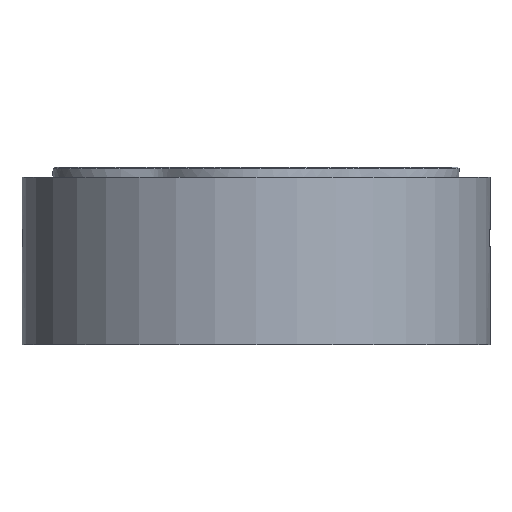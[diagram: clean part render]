
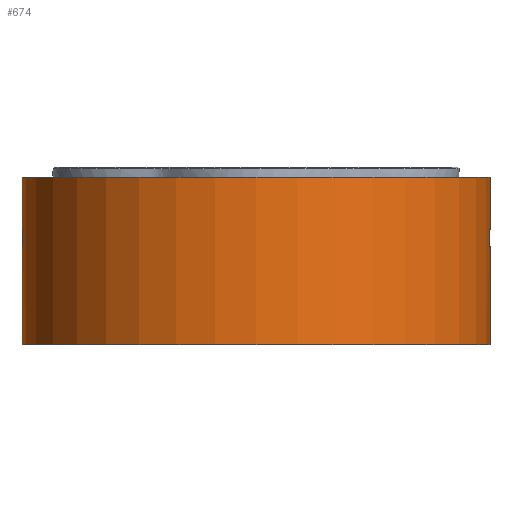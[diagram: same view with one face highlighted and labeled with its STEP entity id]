
A CAD part, front view. The second image highlights one B-rep face of the part: STEP entity #674.
In plain terms, the highlighted cylindrical face has radius 36 mm (diameter 72 mm), a partial arc.
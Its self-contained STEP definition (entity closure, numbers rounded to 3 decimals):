
#210 = VECTOR ( 'NONE', #6516, 1000. ) ;
#264 = CIRCLE ( 'NONE', #1127, 36. ) ;
#268 = VERTEX_POINT ( 'NONE', #5599 ) ;
#283 = ORIENTED_EDGE ( 'NONE', *, *, #1738, .T. ) ;
#363 = ORIENTED_EDGE ( 'NONE', *, *, #3650, .F. ) ;
#395 = EDGE_CURVE ( 'NONE', #2029, #7748, #3136, .T. ) ;
#457 = EDGE_CURVE ( 'NONE', #4418, #7804, #8154, .T. ) ;
#579 = EDGE_LOOP ( 'NONE', ( #1578, #4837, #1917, #283, #1807, #363, #2760, #3934, #8338, #1566, #4018, #904 ) ) ;
#674 = ADVANCED_FACE ( 'NONE', ( #9925 ), #9555, .T. ) ;
#714 = CARTESIAN_POINT ( 'NONE',  ( -35.887, -2.85, 25.8 ) ) ;
#904 = ORIENTED_EDGE ( 'NONE', *, *, #3999, .T. ) ;
#1064 = CARTESIAN_POINT ( 'NONE',  ( -36., 0., 0. ) ) ;
#1110 = VECTOR ( 'NONE', #8787, 1000. ) ;
#1127 = AXIS2_PLACEMENT_3D ( 'NONE', #6928, #1255, #8560 ) ;
#1255 = DIRECTION ( 'NONE',  ( 0., 0., 1. ) ) ;
#1304 = AXIS2_PLACEMENT_3D ( 'NONE', #2329, #5665, #1511 ) ;
#1494 = CIRCLE ( 'NONE', #4269, 36. ) ;
#1511 = DIRECTION ( 'NONE',  ( 1., 0., 0. ) ) ;
#1566 = ORIENTED_EDGE ( 'NONE', *, *, #7129, .F. ) ;
#1578 = ORIENTED_EDGE ( 'NONE', *, *, #2476, .F. ) ;
#1636 = CARTESIAN_POINT ( 'NONE',  ( 0., 0., 25.8 ) ) ;
#1679 = VECTOR ( 'NONE', #9762, 1000. ) ;
#1738 = EDGE_CURVE ( 'NONE', #7748, #8609, #6829, .T. ) ;
#1807 = ORIENTED_EDGE ( 'NONE', *, *, #8934, .T. ) ;
#1857 = CARTESIAN_POINT ( 'NONE',  ( 35.887, -2.85, 25.8 ) ) ;
#1917 = ORIENTED_EDGE ( 'NONE', *, *, #395, .T. ) ;
#2029 = VERTEX_POINT ( 'NONE', #10693 ) ;
#2063 = CARTESIAN_POINT ( 'NONE',  ( 36., 0., 15.1 ) ) ;
#2329 = CARTESIAN_POINT ( 'NONE',  ( 0., 0., 15.1 ) ) ;
#2455 = DIRECTION ( 'NONE',  ( -1., 0., 0. ) ) ;
#2476 = EDGE_CURVE ( 'NONE', #4894, #8103, #4643, .T. ) ;
#2514 = AXIS2_PLACEMENT_3D ( 'NONE', #7009, #7717, #4555 ) ;
#2526 = VECTOR ( 'NONE', #10143, 1000. ) ;
#2640 = CARTESIAN_POINT ( 'NONE',  ( 0., 0., 17.8 ) ) ;
#2760 = ORIENTED_EDGE ( 'NONE', *, *, #457, .T. ) ;
#3007 = VECTOR ( 'NONE', #8863, 1000. ) ;
#3136 = LINE ( 'NONE', #5429, #210 ) ;
#3334 = EDGE_CURVE ( 'NONE', #2029, #4894, #4964, .T. ) ;
#3460 = CARTESIAN_POINT ( 'NONE',  ( 0., 0., 0. ) ) ;
#3500 = CARTESIAN_POINT ( 'NONE',  ( 36., 0., 17.8 ) ) ;
#3650 = EDGE_CURVE ( 'NONE', #4418, #8875, #8607, .T. ) ;
#3934 = ORIENTED_EDGE ( 'NONE', *, *, #7789, .T. ) ;
#3999 = EDGE_CURVE ( 'NONE', #8271, #8103, #9837, .T. ) ;
#4018 = ORIENTED_EDGE ( 'NONE', *, *, #5342, .T. ) ;
#4166 = CARTESIAN_POINT ( 'NONE',  ( 35.887, -2.85, 17.8 ) ) ;
#4269 = AXIS2_PLACEMENT_3D ( 'NONE', #3460, #6081, #10015 ) ;
#4418 = VERTEX_POINT ( 'NONE', #7007 ) ;
#4524 = CARTESIAN_POINT ( 'NONE',  ( 35.887, -2.85, 15.1 ) ) ;
#4555 = DIRECTION ( 'NONE',  ( 1., 0., 0. ) ) ;
#4572 = CARTESIAN_POINT ( 'NONE',  ( 36., 0., 25.8 ) ) ;
#4643 = LINE ( 'NONE', #5469, #1110 ) ;
#4837 = ORIENTED_EDGE ( 'NONE', *, *, #3334, .F. ) ;
#4894 = VERTEX_POINT ( 'NONE', #5001 ) ;
#4964 = CIRCLE ( 'NONE', #2514, 36. ) ;
#5001 = CARTESIAN_POINT ( 'NONE',  ( 36., 0., 25.8 ) ) ;
#5218 = CARTESIAN_POINT ( 'NONE',  ( 0., 0., 17.8 ) ) ;
#5342 = EDGE_CURVE ( 'NONE', #8565, #8271, #10240, .T. ) ;
#5429 = CARTESIAN_POINT ( 'NONE',  ( -36., 0., 25.8 ) ) ;
#5469 = CARTESIAN_POINT ( 'NONE',  ( 36., 0., 25.8 ) ) ;
#5475 = DIRECTION ( 'NONE',  ( 0., 0., -1. ) ) ;
#5599 = CARTESIAN_POINT ( 'NONE',  ( 36., 0., 0. ) ) ;
#5606 = EDGE_CURVE ( 'NONE', #9579, #268, #9430, .T. ) ;
#5665 = DIRECTION ( 'NONE',  ( 0., 0., 1. ) ) ;
#6038 = DIRECTION ( 'NONE',  ( 1., 0., 0. ) ) ;
#6081 = DIRECTION ( 'NONE',  ( 0., 0., 1. ) ) ;
#6516 = DIRECTION ( 'NONE',  ( 0., 0., -1. ) ) ;
#6829 = CIRCLE ( 'NONE', #8230, 36. ) ;
#6928 = CARTESIAN_POINT ( 'NONE',  ( 0., 0., 15.1 ) ) ;
#6929 = CARTESIAN_POINT ( 'NONE',  ( -35.887, -2.85, 15.1 ) ) ;
#7007 = CARTESIAN_POINT ( 'NONE',  ( -36., 0., 15.1 ) ) ;
#7009 = CARTESIAN_POINT ( 'NONE',  ( 0., 0., 25.8 ) ) ;
#7025 = DIRECTION ( 'NONE',  ( 0., 0., -1. ) ) ;
#7129 = EDGE_CURVE ( 'NONE', #8565, #9579, #264, .T. ) ;
#7449 = DIRECTION ( 'NONE',  ( 1., 0., 0. ) ) ;
#7550 = DIRECTION ( 'NONE',  ( 0., 0., 1. ) ) ;
#7717 = DIRECTION ( 'NONE',  ( 0., 0., 1. ) ) ;
#7748 = VERTEX_POINT ( 'NONE', #9352 ) ;
#7775 = DIRECTION ( 'NONE',  ( 0., 0., 1. ) ) ;
#7789 = EDGE_CURVE ( 'NONE', #7804, #268, #1494, .T. ) ;
#7804 = VERTEX_POINT ( 'NONE', #1064 ) ;
#7850 = CARTESIAN_POINT ( 'NONE',  ( -35.887, -2.85, 17.8 ) ) ;
#7915 = VECTOR ( 'NONE', #7025, 1000. ) ;
#8076 = LINE ( 'NONE', #714, #1679 ) ;
#8103 = VERTEX_POINT ( 'NONE', #3500 ) ;
#8154 = LINE ( 'NONE', #9676, #3007 ) ;
#8230 = AXIS2_PLACEMENT_3D ( 'NONE', #2640, #7550, #7449 ) ;
#8271 = VERTEX_POINT ( 'NONE', #4166 ) ;
#8338 = ORIENTED_EDGE ( 'NONE', *, *, #5606, .F. ) ;
#8560 = DIRECTION ( 'NONE',  ( 1., 0., 0. ) ) ;
#8565 = VERTEX_POINT ( 'NONE', #4524 ) ;
#8607 = CIRCLE ( 'NONE', #1304, 36. ) ;
#8609 = VERTEX_POINT ( 'NONE', #7850 ) ;
#8787 = DIRECTION ( 'NONE',  ( 0., 0., -1. ) ) ;
#8863 = DIRECTION ( 'NONE',  ( 0., 0., -1. ) ) ;
#8875 = VERTEX_POINT ( 'NONE', #6929 ) ;
#8934 = EDGE_CURVE ( 'NONE', #8609, #8875, #8076, .T. ) ;
#9312 = AXIS2_PLACEMENT_3D ( 'NONE', #5218, #7775, #6038 ) ;
#9352 = CARTESIAN_POINT ( 'NONE',  ( -36., 0., 17.8 ) ) ;
#9430 = LINE ( 'NONE', #4572, #7915 ) ;
#9555 = CYLINDRICAL_SURFACE ( 'NONE', #9803, 36. ) ;
#9579 = VERTEX_POINT ( 'NONE', #2063 ) ;
#9676 = CARTESIAN_POINT ( 'NONE',  ( -36., 0., 25.8 ) ) ;
#9762 = DIRECTION ( 'NONE',  ( 0., 0., -1. ) ) ;
#9803 = AXIS2_PLACEMENT_3D ( 'NONE', #1636, #5475, #2455 ) ;
#9837 = CIRCLE ( 'NONE', #9312, 36. ) ;
#9925 = FACE_OUTER_BOUND ( 'NONE', #579, .T. ) ;
#10015 = DIRECTION ( 'NONE',  ( 1., 0., 0. ) ) ;
#10143 = DIRECTION ( 'NONE',  ( 0., 0., 1. ) ) ;
#10240 = LINE ( 'NONE', #1857, #2526 ) ;
#10693 = CARTESIAN_POINT ( 'NONE',  ( -36., 0., 25.8 ) ) ;
